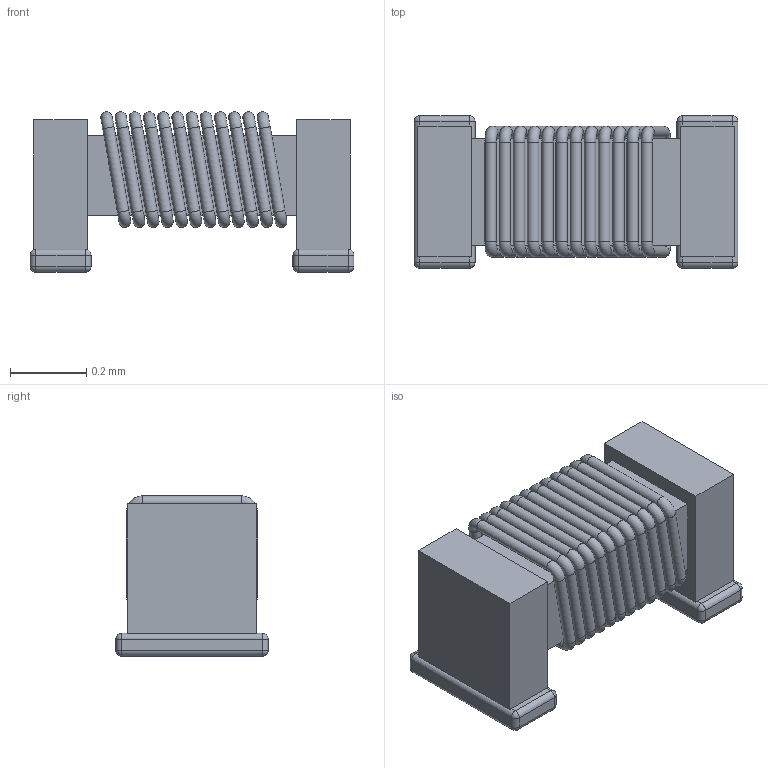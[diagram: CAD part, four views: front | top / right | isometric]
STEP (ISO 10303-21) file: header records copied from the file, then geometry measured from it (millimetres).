
FILE_DESCRIPTION(/* description */ (''),/* implementation_level */ '2;1');
FILE_NAME(/* name */ 'Murata LQW04.step',/* time_stamp */ '2024-07-19T21:55:46+01:00',/* author */ (''),/* organization */ (''),/* preprocessor_version */ 'ST-DEVELOPER v20',/* originating_system */ 'Autodesk Translation Framework v13.14.0.145',/* authorisation */ '');
FILE_SCHEMA (('AUTOMOTIVE_DESIGN { 1 0 10303 214 3 1 1 }'));
Length unit declared in the file: millimetre
Products named in the file (1): Murata LQW04
Bounding box: 0.85 x 0.4 x 0.42 mm (x, y, z)
Volume: 0.1 mm3; surface area: 2.7 mm2
Topology: 1 solids, 1 shells, 164 faces, 576 edges, 368 vertices
Faces by surface type: cylinder 72, torus 48, plane 28, sphere 16
Full cylindrical faces by diameter (mm): 0.03 x48
Entity records: 6829 total; most frequent: CARTESIAN_POINT 1589, ORIENTED_EDGE 1152, DIRECTION 1130, EDGE_CURVE 576, AXIS2_PLACEMENT_3D 485, VERTEX_POINT 368, CIRCLE 320, EDGE_LOOP 166
